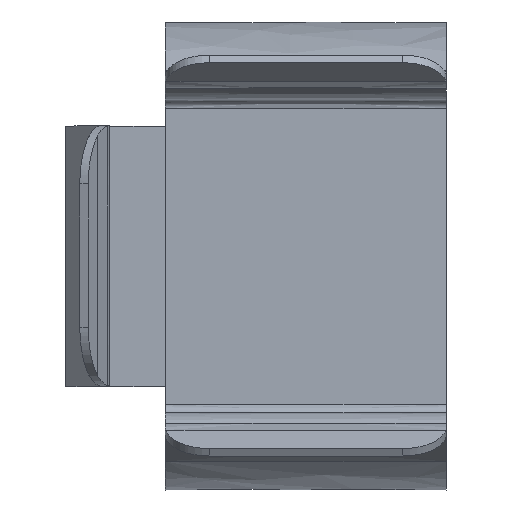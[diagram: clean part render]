
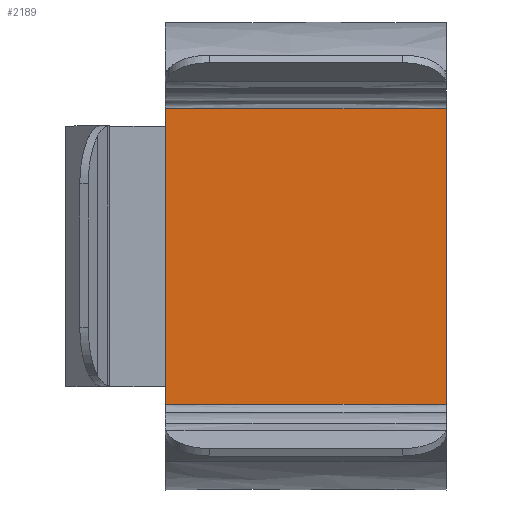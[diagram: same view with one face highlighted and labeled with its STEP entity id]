
A CAD part, top view. The second image highlights one B-rep face of the part: STEP entity #2189.
In plain terms, the highlighted face is a extrusion surface.
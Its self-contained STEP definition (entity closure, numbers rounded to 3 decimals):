
#591 = VERTEX_POINT('',#592);
#592 = CARTESIAN_POINT('',(-3.896,5.042,0.307));
#599 = EDGE_CURVE('',#591,#600,#602,.T.);
#600 = VERTEX_POINT('',#601);
#601 = CARTESIAN_POINT('',(-3.896,-5.049,0.307));
#602 = B_SPLINE_CURVE_WITH_KNOTS('',3,(#603,#604,#605,#606),
  .UNSPECIFIED.,.F.,.F.,(4,4),(0.,1.),.PIECEWISE_BEZIER_KNOTS.);
#603 = CARTESIAN_POINT('',(-3.896,5.042,0.307));
#604 = CARTESIAN_POINT('',(-3.896,1.678,0.307));
#605 = CARTESIAN_POINT('',(-3.896,-1.685,0.307));
#606 = CARTESIAN_POINT('',(-3.896,-5.049,0.307));
#2165 = EDGE_CURVE('',#2166,#600,#2168,.T.);
#2166 = VERTEX_POINT('',#2167);
#2167 = CARTESIAN_POINT('',(5.704,-5.049,0.307));
#2168 = LINE('',#2169,#2170);
#2169 = CARTESIAN_POINT('',(5.704,-5.049,0.307));
#2170 = VECTOR('',#2171,1.);
#2171 = DIRECTION('',(-1.,0.,0.));
#2189 = ADVANCED_FACE('',(#2190),#2209,.T.);
#2190 = FACE_BOUND('',#2191,.T.);
#2191 = EDGE_LOOP('',(#2192,#2200,#2201,#2202));
#2192 = ORIENTED_EDGE('',*,*,#2193,.T.);
#2193 = EDGE_CURVE('',#2194,#591,#2196,.T.);
#2194 = VERTEX_POINT('',#2195);
#2195 = CARTESIAN_POINT('',(5.704,5.042,0.307));
#2196 = LINE('',#2197,#2198);
#2197 = CARTESIAN_POINT('',(5.704,5.042,0.307));
#2198 = VECTOR('',#2199,1.);
#2199 = DIRECTION('',(-1.,0.,0.));
#2200 = ORIENTED_EDGE('',*,*,#599,.T.);
#2201 = ORIENTED_EDGE('',*,*,#2165,.F.);
#2202 = ORIENTED_EDGE('',*,*,#2203,.F.);
#2203 = EDGE_CURVE('',#2194,#2166,#2204,.T.);
#2204 = B_SPLINE_CURVE_WITH_KNOTS('',3,(#2205,#2206,#2207,#2208),
  .UNSPECIFIED.,.F.,.F.,(4,4),(0.,1.),.PIECEWISE_BEZIER_KNOTS.);
#2205 = CARTESIAN_POINT('',(5.704,5.042,0.307));
#2206 = CARTESIAN_POINT('',(5.704,1.678,0.307));
#2207 = CARTESIAN_POINT('',(5.704,-1.685,0.307));
#2208 = CARTESIAN_POINT('',(5.704,-5.049,0.307));
#2209 = SURFACE_OF_LINEAR_EXTRUSION('',#2210,#2215);
#2210 = B_SPLINE_CURVE_WITH_KNOTS('',3,(#2211,#2212,#2213,#2214),
  .UNSPECIFIED.,.F.,.F.,(4,4),(0.,1.),.PIECEWISE_BEZIER_KNOTS.);
#2211 = CARTESIAN_POINT('',(5.704,5.042,0.307));
#2212 = CARTESIAN_POINT('',(5.704,1.678,0.307));
#2213 = CARTESIAN_POINT('',(5.704,-1.685,0.307));
#2214 = CARTESIAN_POINT('',(5.704,-5.049,0.307));
#2215 = VECTOR('',#2216,1.);
#2216 = DIRECTION('',(1.,0.,0.));
